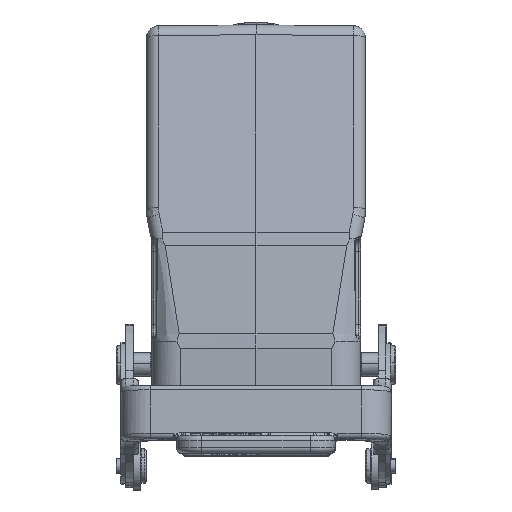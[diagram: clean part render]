
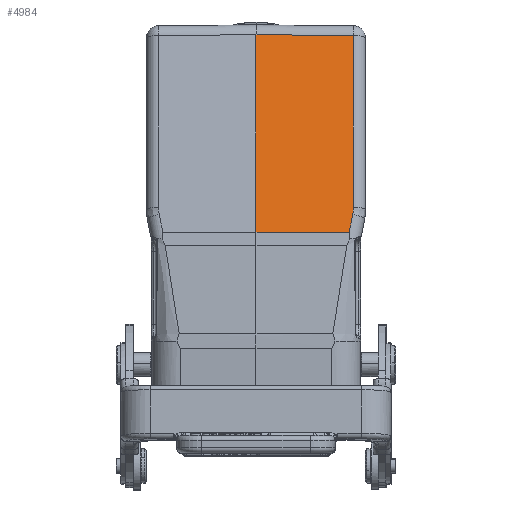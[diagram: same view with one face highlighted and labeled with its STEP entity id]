
A CAD part, top view. The second image highlights one B-rep face of the part: STEP entity #4984.
In plain terms, the highlighted planar face has unit normal (0.009, 0.19, 0.982).
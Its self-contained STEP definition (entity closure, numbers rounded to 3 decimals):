
#1496=B_SPLINE_CURVE_WITH_KNOTS('',3,(#54290,#54291,#54292,#54293),
 .UNSPECIFIED.,.F.,.F.,(4,4),(0.,1.),.UNSPECIFIED.);
#4984=ADVANCED_FACE('',(#7589),#6318,.T.);
#6318=PLANE('',#34169);
#7589=FACE_OUTER_BOUND('',#9472,.T.);
#9472=EDGE_LOOP('',(#15875,#15876,#15877,#15878,#15879,#15880));
#15875=ORIENTED_EDGE('',*,*,#25932,.F.);
#15876=ORIENTED_EDGE('',*,*,#25933,.T.);
#15877=ORIENTED_EDGE('',*,*,#25934,.F.);
#15878=ORIENTED_EDGE('',*,*,#25935,.T.);
#15879=ORIENTED_EDGE('',*,*,#25936,.T.);
#15880=ORIENTED_EDGE('',*,*,#25937,.F.);
#21886=VERTEX_POINT('',#54294);
#21887=VERTEX_POINT('',#54295);
#21888=VERTEX_POINT('',#54297);
#21889=VERTEX_POINT('',#54299);
#21890=VERTEX_POINT('',#54301);
#21891=VERTEX_POINT('',#54303);
#25932=EDGE_CURVE('',#21886,#21887,#1496,.T.);
#25933=EDGE_CURVE('',#21886,#21888,#29245,.T.);
#25934=EDGE_CURVE('',#21889,#21888,#29246,.T.);
#25935=EDGE_CURVE('',#21889,#21890,#29247,.T.);
#25936=EDGE_CURVE('',#21890,#21891,#29248,.T.);
#25937=EDGE_CURVE('',#21887,#21891,#29249,.T.);
#29245=LINE('',#54296,#31618);
#29246=LINE('',#54298,#31619);
#29247=LINE('',#54300,#31620);
#29248=LINE('',#54302,#31621);
#29249=LINE('',#54304,#31622);
#31618=VECTOR('',#40385,1.);
#31619=VECTOR('',#40386,1.);
#31620=VECTOR('',#40387,1.);
#31621=VECTOR('',#40388,1.);
#31622=VECTOR('',#40389,1.);
#34169=AXIS2_PLACEMENT_3D('',#54305,#40390,#40391);
#40385=DIRECTION('',(0.,0.982,-0.19));
#40386=DIRECTION('',(1.,-0.009,-0.007));
#40387=DIRECTION('',(0.,-0.982,0.19));
#40388=DIRECTION('',(1.,0.,-0.009));
#40389=DIRECTION('',(-0.193,-0.963,0.188));
#40390=DIRECTION('',(0.009,0.19,0.982));
#40391=DIRECTION('',(0.,-0.982,0.19));
#54290=CARTESIAN_POINT('',(20.022,-16.12,43.323));
#54291=CARTESIAN_POINT('',(20.022,-16.614,43.419));
#54292=CARTESIAN_POINT('',(19.973,-17.107,43.514));
#54293=CARTESIAN_POINT('',(19.876,-17.591,43.609));
#54294=CARTESIAN_POINT('',(20.022,-16.12,43.323));
#54295=CARTESIAN_POINT('',(19.876,-17.591,43.609));
#54296=CARTESIAN_POINT('',(20.022,-16.12,43.323));
#54297=CARTESIAN_POINT('',(20.022,19.215,36.497));
#54298=CARTESIAN_POINT('',(0.,19.39,36.641));
#54299=CARTESIAN_POINT('',(0.,19.39,36.641));
#54300=CARTESIAN_POINT('',(0.,19.39,36.641));
#54301=CARTESIAN_POINT('',(0.,-21.241,44.49));
#54302=CARTESIAN_POINT('',(0.,-21.241,44.49));
#54303=CARTESIAN_POINT('',(19.146,-21.241,44.32));
#54304=CARTESIAN_POINT('',(19.876,-17.591,43.609));
#54305=CARTESIAN_POINT('',(10.011,-0.942,40.48));
